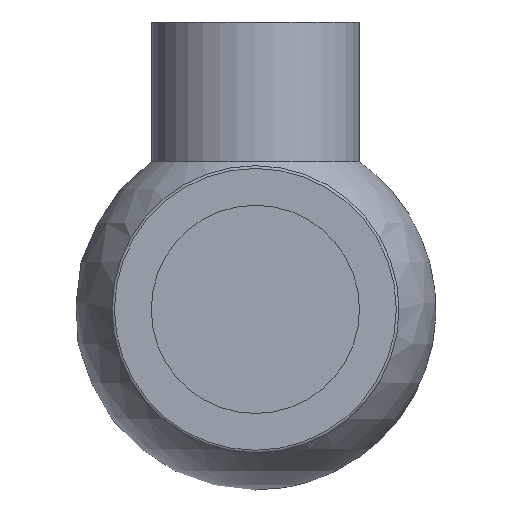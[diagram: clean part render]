
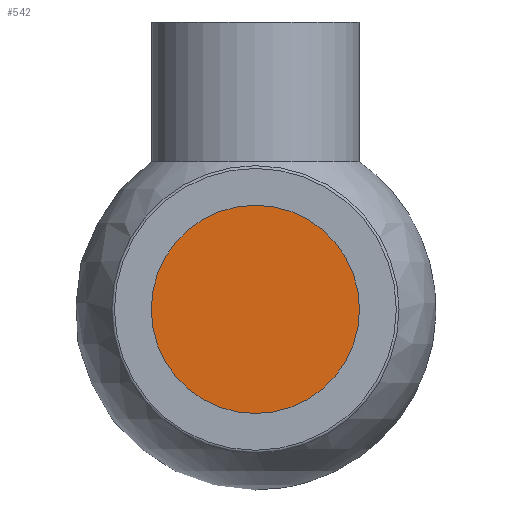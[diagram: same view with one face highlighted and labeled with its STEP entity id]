
A CAD part, front view. The second image highlights one B-rep face of the part: STEP entity #542.
In plain terms, the highlighted planar face has unit normal (0, -1, 0).
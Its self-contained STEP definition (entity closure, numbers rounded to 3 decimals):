
#526=CARTESIAN_POINT('',(19.025,0.0,0.0));
#527=DIRECTION('',(0.0,-1.0,0.0));
#528=DIRECTION('',(0.0,0.0,-1.0));
#529=AXIS2_PLACEMENT_3D('',#526,#527,#528);
#530=PLANE('',#529);
#531=CARTESIAN_POINT('',(38.05,0.0,0.0));
#532=VERTEX_POINT('',#531);
#533=CARTESIAN_POINT('',(0.0,0.0,0.0));
#534=DIRECTION('',(0.0,1.0,0.0));
#535=DIRECTION('',(1.0,0.0,0.0));
#536=AXIS2_PLACEMENT_3D('',#533,#534,#535);
#537=CIRCLE('',#536,38.05);
#538=EDGE_CURVE('',#532,#532,#537,.T.);
#539=ORIENTED_EDGE('',*,*,#538,.F.);
#540=EDGE_LOOP('',(#539));
#541=FACE_OUTER_BOUND('',#540,.T.);
#542=ADVANCED_FACE('',(#541),#530,.T.);
